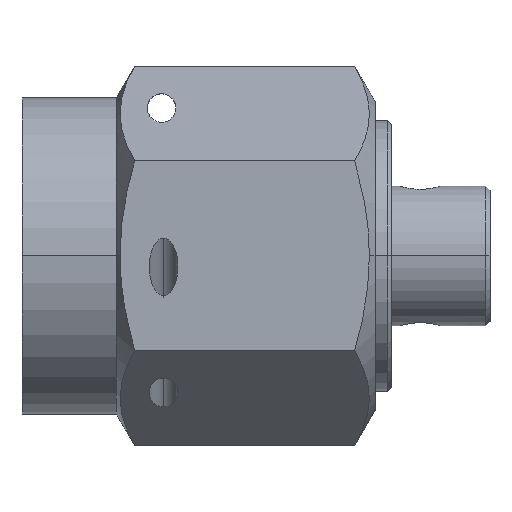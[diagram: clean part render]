
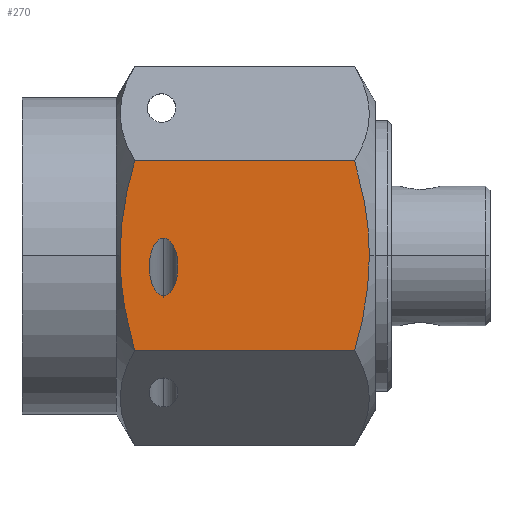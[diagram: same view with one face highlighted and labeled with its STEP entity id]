
A CAD part, top view. The second image highlights one B-rep face of the part: STEP entity #270.
In plain terms, the highlighted face is planar.
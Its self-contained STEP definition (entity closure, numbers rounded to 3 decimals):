
#56 = VERTEX_POINT ( 'NONE', #2916 ) ;
#125 = VERTEX_POINT ( 'NONE', #1227 ) ;
#247 = EDGE_CURVE ( 'NONE', #56, #2860, #1534, .T. ) ;
#249 = CARTESIAN_POINT ( 'NONE',  ( 4.001, -2.31, -8.105 ) ) ;
#268 = EDGE_CURVE ( 'NONE', #3114, #2860, #3300, .T. ) ;
#270 = ADVANCED_FACE ( 'NONE', ( #1411, #2194 ), #1247, .T. ) ;
#280 =( BOUNDED_CURVE ( )  B_SPLINE_CURVE ( 3, ( #2257, #2002, #2545, #1005 ),
 .UNSPECIFIED., .F., .F. ) 
 B_SPLINE_CURVE_WITH_KNOTS ( ( 4, 4 ),
 ( 3.142, 6.283 ),
 .UNSPECIFIED. ) 
 CURVE ( )  GEOMETRIC_REPRESENTATION_ITEM ( )  RATIONAL_B_SPLINE_CURVE ( ( 1., 0.333, 0.333, 1. ) ) 
 REPRESENTATION_ITEM ( '' )  );
#373 = CARTESIAN_POINT ( 'NONE',  ( 4.001, 0.43, -3.45 ) ) ;
#386 = CARTESIAN_POINT ( 'NONE',  ( 4.001, 0.786, -2.422 ) ) ;
#418 = ORIENTED_EDGE ( 'NONE', *, *, #891, .F. ) ;
#460 = ORIENTED_EDGE ( 'NONE', *, *, #247, .F. ) ;
#553 = CARTESIAN_POINT ( 'NONE',  ( 4.001, 2.31, 1.4 ) ) ;
#626 = CARTESIAN_POINT ( 'NONE',  ( 4.001, 0., -2.387 ) ) ;
#635 = CARTESIAN_POINT ( 'NONE',  ( 4.001, 1.558, -2.547 ) ) ;
#654 = EDGE_CURVE ( 'NONE', #2177, #56, #2588, .T. ) ;
#685 = ORIENTED_EDGE ( 'NONE', *, *, #909, .T. ) ;
#700 = CARTESIAN_POINT ( 'NONE',  ( 4.001, 1.558, -8.302 ) ) ;
#755 = CARTESIAN_POINT ( 'NONE',  ( 4.001, -2.31, 1.4 ) ) ;
#763 = CARTESIAN_POINT ( 'NONE',  ( 4.001, -1.934, -8.213 ) ) ;
#771 = VECTOR ( 'NONE', #2603, 1000. ) ;
#784 = EDGE_CURVE ( 'NONE', #1909, #2208, #280, .T. ) ;
#854 = CARTESIAN_POINT ( 'NONE',  ( 4.001, 1.936, -2.637 ) ) ;
#869 = CARTESIAN_POINT ( 'NONE',  ( 4.001, 0.391, -2.387 ) ) ;
#891 = EDGE_CURVE ( 'NONE', #3114, #3201, #1550, .T. ) ;
#909 = EDGE_CURVE ( 'NONE', #2208, #1909, #1716, .T. ) ;
#1005 = CARTESIAN_POINT ( 'NONE',  ( 4.001, -0.97, -3.45 ) ) ;
#1132 = CARTESIAN_POINT ( 'NONE',  ( 4.001, 2.31, -2.745 ) ) ;
#1144 = CARTESIAN_POINT ( 'NONE',  ( 4.001, -0.97, -3.45 ) ) ;
#1157 = CARTESIAN_POINT ( 'NONE',  ( 4.001, 0., -8.462 ) ) ;
#1227 = CARTESIAN_POINT ( 'NONE',  ( 4.001, 2.31, -2.745 ) ) ;
#1229 = DIRECTION ( 'NONE',  ( 0., 0., -1. ) ) ;
#1247 = PLANE ( 'NONE',  #2167 ) ;
#1250 = EDGE_CURVE ( 'NONE', #3201, #125, #3099, .T. ) ;
#1343 = CARTESIAN_POINT ( 'NONE',  ( 4.001, -0.778, -2.421 ) ) ;
#1372 = CARTESIAN_POINT ( 'NONE',  ( 4.001, 0., -2.387 ) ) ;
#1411 = FACE_BOUND ( 'NONE', #1533, .T. ) ;
#1452 = CARTESIAN_POINT ( 'NONE',  ( 4.001, -1.55, -8.304 ) ) ;
#1455 = VECTOR ( 'NONE', #1229, 1000. ) ;
#1507 = DIRECTION ( 'NONE',  ( 1., 0., 0. ) ) ;
#1533 = EDGE_LOOP ( 'NONE', ( #2343, #685 ) ) ;
#1534 = B_SPLINE_CURVE_WITH_KNOTS ( 'NONE', 3,
 ( #2000, #1991, #2264, #1452, #763, #1757 ),
 .UNSPECIFIED., .F., .F.,
 ( 4, 2, 4 ),
 ( 0.004, 0.005, 0.006 ),
 .UNSPECIFIED. ) ;
#1550 = B_SPLINE_CURVE_WITH_KNOTS ( 'NONE', 3,
 ( #2918, #2378, #2166, #1343, #2956, #1372 ),
 .UNSPECIFIED., .F., .F.,
 ( 4, 2, 4 ),
 ( 0.004, 0.005, 0.006 ),
 .UNSPECIFIED. ) ;
#1678 = CARTESIAN_POINT ( 'NONE',  ( 4.001, 1.936, -8.212 ) ) ;
#1716 =( BOUNDED_CURVE ( )  B_SPLINE_CURVE ( 3, ( #1144, #1910, #2669, #1867 ),
 .UNSPECIFIED., .F., .F. ) 
 B_SPLINE_CURVE_WITH_KNOTS ( ( 4, 4 ),
 ( 0., 3.142 ),
 .UNSPECIFIED. ) 
 CURVE ( )  GEOMETRIC_REPRESENTATION_ITEM ( )  RATIONAL_B_SPLINE_CURVE ( ( 1., 0.333, 0.333, 1. ) ) 
 REPRESENTATION_ITEM ( '' )  );
#1757 = CARTESIAN_POINT ( 'NONE',  ( 4.001, -2.31, -8.105 ) ) ;
#1867 = CARTESIAN_POINT ( 'NONE',  ( 4.001, 0.43, -3.45 ) ) ;
#1909 = VERTEX_POINT ( 'NONE', #373 ) ;
#1910 = CARTESIAN_POINT ( 'NONE',  ( 4.001, -0.97, -2.75 ) ) ;
#1922 = CARTESIAN_POINT ( 'NONE',  ( 4.001, -2.31, -2.745 ) ) ;
#1989 = ORIENTED_EDGE ( 'NONE', *, *, #268, .T. ) ;
#1991 = CARTESIAN_POINT ( 'NONE',  ( 4.001, -0.39, -8.462 ) ) ;
#2000 = CARTESIAN_POINT ( 'NONE',  ( 4.001, 0., -8.462 ) ) ;
#2002 = CARTESIAN_POINT ( 'NONE',  ( 4.001, 0.43, -4.15 ) ) ;
#2166 = CARTESIAN_POINT ( 'NONE',  ( 4.001, -1.55, -2.545 ) ) ;
#2167 = AXIS2_PLACEMENT_3D ( 'NONE', #3092, #1507, #2591 ) ;
#2177 = VERTEX_POINT ( 'NONE', #2986 ) ;
#2194 = FACE_OUTER_BOUND ( 'NONE', #2399, .T. ) ;
#2204 = CARTESIAN_POINT ( 'NONE',  ( 4.001, 2.31, -8.105 ) ) ;
#2208 = VERTEX_POINT ( 'NONE', #3096 ) ;
#2257 = CARTESIAN_POINT ( 'NONE',  ( 4.001, 0.43, -3.45 ) ) ;
#2259 = CARTESIAN_POINT ( 'NONE',  ( 4.001, 0., -2.387 ) ) ;
#2264 = CARTESIAN_POINT ( 'NONE',  ( 4.001, -0.778, -8.428 ) ) ;
#2343 = ORIENTED_EDGE ( 'NONE', *, *, #784, .T. ) ;
#2378 = CARTESIAN_POINT ( 'NONE',  ( 4.001, -1.934, -2.636 ) ) ;
#2399 = EDGE_LOOP ( 'NONE', ( #1989, #460, #2696, #2724, #2572, #418 ) ) ;
#2545 = CARTESIAN_POINT ( 'NONE',  ( 4.001, -0.97, -4.15 ) ) ;
#2572 = ORIENTED_EDGE ( 'NONE', *, *, #1250, .F. ) ;
#2588 = B_SPLINE_CURVE_WITH_KNOTS ( 'NONE', 3,
 ( #2204, #1678, #700, #3241, #2958, #1157 ),
 .UNSPECIFIED., .F., .F.,
 ( 4, 2, 4 ),
 ( 0.002, 0.003, 0.004 ),
 .UNSPECIFIED. ) ;
#2591 = DIRECTION ( 'NONE',  ( 0., -1., 0. ) ) ;
#2603 = DIRECTION ( 'NONE',  ( 0., 0., -1. ) ) ;
#2628 = EDGE_CURVE ( 'NONE', #125, #2177, #2881, .T. ) ;
#2669 = CARTESIAN_POINT ( 'NONE',  ( 4.001, 0.43, -2.75 ) ) ;
#2696 = ORIENTED_EDGE ( 'NONE', *, *, #654, .F. ) ;
#2724 = ORIENTED_EDGE ( 'NONE', *, *, #2628, .F. ) ;
#2860 = VERTEX_POINT ( 'NONE', #249 ) ;
#2881 = LINE ( 'NONE', #553, #771 ) ;
#2916 = CARTESIAN_POINT ( 'NONE',  ( 4.001, 0., -8.462 ) ) ;
#2918 = CARTESIAN_POINT ( 'NONE',  ( 4.001, -2.31, -2.745 ) ) ;
#2956 = CARTESIAN_POINT ( 'NONE',  ( 4.001, -0.39, -2.387 ) ) ;
#2958 = CARTESIAN_POINT ( 'NONE',  ( 4.001, 0.391, -8.462 ) ) ;
#2986 = CARTESIAN_POINT ( 'NONE',  ( 4.001, 2.31, -8.105 ) ) ;
#3092 = CARTESIAN_POINT ( 'NONE',  ( 4.001, 2.31, 1.4 ) ) ;
#3096 = CARTESIAN_POINT ( 'NONE',  ( 4.001, -0.97, -3.45 ) ) ;
#3099 = B_SPLINE_CURVE_WITH_KNOTS ( 'NONE', 3,
 ( #626, #869, #386, #635, #854, #1132 ),
 .UNSPECIFIED., .F., .F.,
 ( 4, 2, 4 ),
 ( 0.006, 0.008, 0.009 ),
 .UNSPECIFIED. ) ;
#3114 = VERTEX_POINT ( 'NONE', #1922 ) ;
#3201 = VERTEX_POINT ( 'NONE', #2259 ) ;
#3241 = CARTESIAN_POINT ( 'NONE',  ( 4.001, 0.786, -8.427 ) ) ;
#3300 = LINE ( 'NONE', #755, #1455 ) ;
